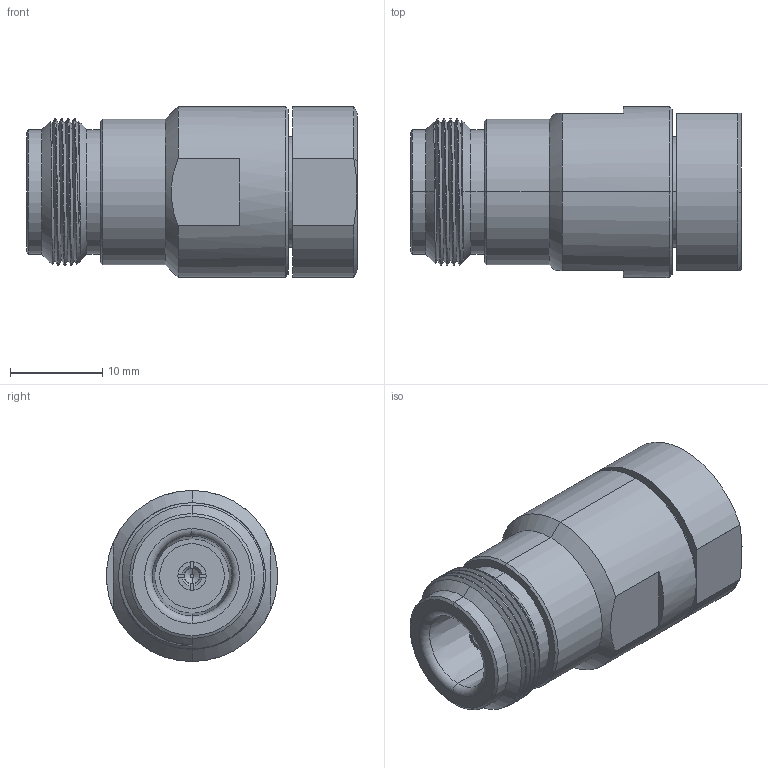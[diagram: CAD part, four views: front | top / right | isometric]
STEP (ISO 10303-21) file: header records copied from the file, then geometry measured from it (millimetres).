
FILE_DESCRIPTION((''),'2;1');
FILE_NAME('2','2021-08-12T',('1111'),(''),'PRO/ENGINEER BY PARAMETRIC TECHNOLOGY CORPORATION, 2012090','PRO/ENGINEER BY PARAMETRIC TECHNOLOGY CORPORATION, 2012090','');
FILE_SCHEMA(('CONFIG_CONTROL_DESIGN'));
Length unit declared in the file: millimetre
Products named in the file (1): 2
Bounding box: 35.8 x 18.5 x 18.5 mm (x, y, z)
Volume: 7383.1 mm3; surface area: 3292 mm2
Topology: 1 solids, 1 shells, 91 faces, 228 edges, 145 vertices
Faces by surface type: plane 39, cylinder 24, cone 22, bspline 4, torus 2
Entity records: 3917 total; most frequent: CARTESIAN_POINT 1726, ORIENTED_EDGE 456, DIRECTION 440, EDGE_CURVE 228, AXIS2_PLACEMENT_3D 168, VERTEX_POINT 145, VECTOR 104, LINE 104
